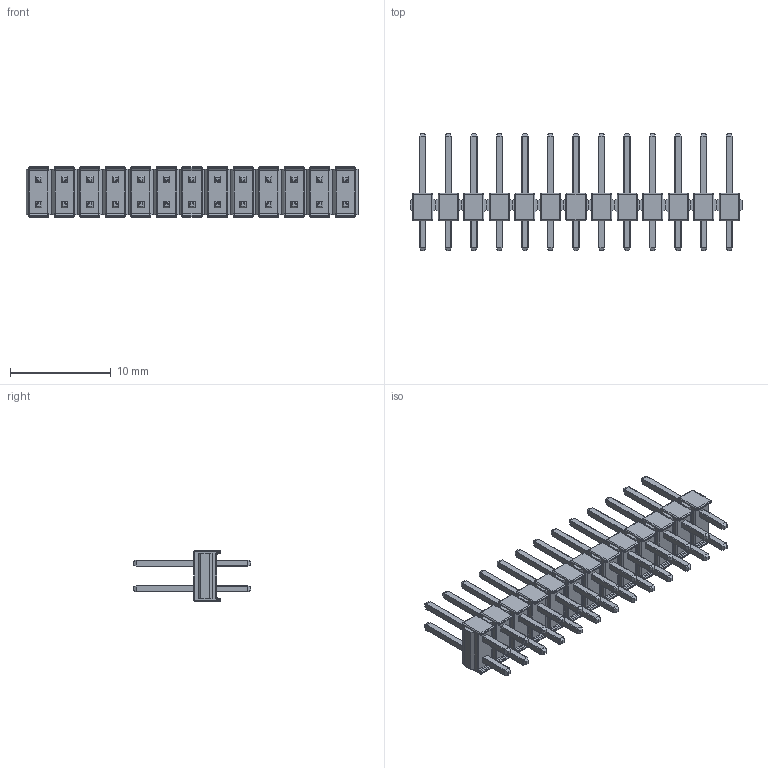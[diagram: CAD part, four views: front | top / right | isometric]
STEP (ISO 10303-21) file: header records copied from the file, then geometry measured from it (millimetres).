
FILE_DESCRIPTION (( 'STEP AP214' ), '1' );
FILE_NAME ('XG8W-2631.STEP', '2018-06-07T16:37:48', ( '' ), ( '' ), 'SwSTEP 2.0', 'SolidWorks 2014', '' );
FILE_SCHEMA (( 'AUTOMOTIVE_DESIGN' ));
Length unit declared in the file: millimetre
Products named in the file (2): 6mm Gold Contact two row format; XG8W-2631
Assembly tree (13 placements, depth 2):
  XG8W-2631
    6mm Gold Contact two row format  x13
Bounding box: 33.02 x 11.7 x 5 mm (x, y, z)
Volume: 599.4 mm3; surface area: 1838.4 mm2
Topology: 78 solids, 78 shells, 2340 faces, 5304 edges, 2756 vertices
Faces by surface type: cylinder 1040, plane 780, sphere 468, torus 52
Entity records: 5567 total; most frequent: DIRECTION 896, CARTESIAN_POINT 860, ORIENTED_EDGE 760, EDGE_CURVE 380, AXIS2_PLACEMENT_3D 344, VERTEX_POINT 212, VECTOR 208, LINE 208
